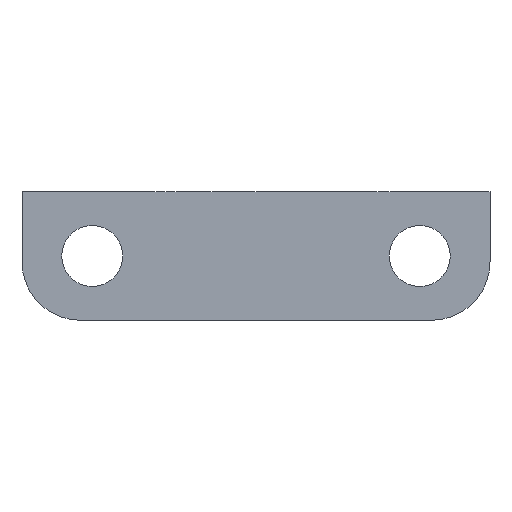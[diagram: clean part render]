
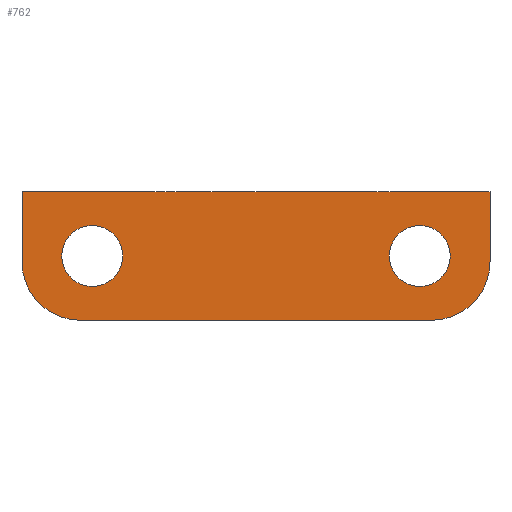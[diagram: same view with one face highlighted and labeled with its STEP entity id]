
A CAD part, front view. The second image highlights one B-rep face of the part: STEP entity #762.
In plain terms, the highlighted planar face has unit normal (0, -1, 0).
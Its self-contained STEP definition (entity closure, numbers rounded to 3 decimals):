
#2 = CARTESIAN_POINT ( 'NONE',  ( -14., -9., 5.5 ) ) ;
#11 = CARTESIAN_POINT ( 'NONE',  ( -14., -9., 8.1 ) ) ;
#20 = EDGE_CURVE ( 'NONE', #899, #111, #236, .T. ) ;
#22 = CARTESIAN_POINT ( 'NONE',  ( -20., -9., 11. ) ) ;
#30 = ORIENTED_EDGE ( 'NONE', *, *, #140, .T. ) ;
#31 = CARTESIAN_POINT ( 'NONE',  ( 15., -9., 0. ) ) ;
#39 = EDGE_CURVE ( 'NONE', #686, #848, #583, .T. ) ;
#43 = CARTESIAN_POINT ( 'NONE',  ( 14., -9., 5.5 ) ) ;
#45 = DIRECTION ( 'NONE',  ( 0., 0., -1. ) ) ;
#46 = CARTESIAN_POINT ( 'NONE',  ( -14., -9., 2.9 ) ) ;
#60 = FACE_BOUND ( 'NONE', #368, .T. ) ;
#62 = LINE ( 'NONE', #250, #833 ) ;
#78 = CARTESIAN_POINT ( 'NONE',  ( -15., -9., 0. ) ) ;
#89 = CIRCLE ( 'NONE', #318, 2.6 ) ;
#95 = AXIS2_PLACEMENT_3D ( 'NONE', #644, #634, #208 ) ;
#103 = VERTEX_POINT ( 'NONE', #11 ) ;
#111 = VERTEX_POINT ( 'NONE', #78 ) ;
#116 = EDGE_CURVE ( 'NONE', #795, #848, #202, .T. ) ;
#128 = CARTESIAN_POINT ( 'NONE',  ( -15., -9., 5. ) ) ;
#131 = DIRECTION ( 'NONE',  ( 0., 0., 1. ) ) ;
#134 = EDGE_LOOP ( 'NONE', ( #182, #700 ) ) ;
#135 = ORIENTED_EDGE ( 'NONE', *, *, #365, .T. ) ;
#140 = EDGE_CURVE ( 'NONE', #492, #399, #574, .T. ) ;
#180 = AXIS2_PLACEMENT_3D ( 'NONE', #230, #506, #790 ) ;
#182 = ORIENTED_EDGE ( 'NONE', *, *, #894, .T. ) ;
#202 = LINE ( 'NONE', #282, #826 ) ;
#208 = DIRECTION ( 'NONE',  ( 0., 0., 1. ) ) ;
#229 = EDGE_CURVE ( 'NONE', #500, #795, #341, .T. ) ;
#230 = CARTESIAN_POINT ( 'NONE',  ( 14., -9., 5.5 ) ) ;
#236 = CIRCLE ( 'NONE', #276, 5. ) ;
#248 = CARTESIAN_POINT ( 'NONE',  ( 20., -9., 11. ) ) ;
#250 = CARTESIAN_POINT ( 'NONE',  ( -20., -9., 11. ) ) ;
#251 = CARTESIAN_POINT ( 'NONE',  ( -20., -9., 0. ) ) ;
#255 = CIRCLE ( 'NONE', #269, 2.6 ) ;
#262 = CARTESIAN_POINT ( 'NONE',  ( -20., -9., 5. ) ) ;
#263 = DIRECTION ( 'NONE',  ( 0., 0., 1. ) ) ;
#268 = EDGE_LOOP ( 'NONE', ( #510, #742, #755, #270, #135, #610 ) ) ;
#269 = AXIS2_PLACEMENT_3D ( 'NONE', #43, #807, #802 ) ;
#270 = ORIENTED_EDGE ( 'NONE', *, *, #229, .F. ) ;
#276 = AXIS2_PLACEMENT_3D ( 'NONE', #128, #557, #131 ) ;
#282 = CARTESIAN_POINT ( 'NONE',  ( 20., -9., 11. ) ) ;
#318 = AXIS2_PLACEMENT_3D ( 'NONE', #543, #322, #754 ) ;
#322 = DIRECTION ( 'NONE',  ( 0., 1., 0. ) ) ;
#328 = CARTESIAN_POINT ( 'NONE',  ( 20., -9., 5. ) ) ;
#341 = LINE ( 'NONE', #22, #874 ) ;
#361 = VECTOR ( 'NONE', #683, 1000. ) ;
#365 = EDGE_CURVE ( 'NONE', #500, #899, #62, .T. ) ;
#368 = EDGE_LOOP ( 'NONE', ( #501, #30 ) ) ;
#378 = DIRECTION ( 'NONE',  ( 1., 0., 0. ) ) ;
#394 = PLANE ( 'NONE',  #669 ) ;
#399 = VERTEX_POINT ( 'NONE', #886 ) ;
#470 = DIRECTION ( 'NONE',  ( 0., 0., 1. ) ) ;
#479 = EDGE_CURVE ( 'NONE', #877, #103, #498, .T. ) ;
#480 = CARTESIAN_POINT ( 'NONE',  ( -20., -9., 11. ) ) ;
#492 = VERTEX_POINT ( 'NONE', #494 ) ;
#494 = CARTESIAN_POINT ( 'NONE',  ( 14., -9., 2.9 ) ) ;
#498 = CIRCLE ( 'NONE', #820, 2.6 ) ;
#500 = VERTEX_POINT ( 'NONE', #480 ) ;
#501 = ORIENTED_EDGE ( 'NONE', *, *, #685, .T. ) ;
#506 = DIRECTION ( 'NONE',  ( 0., 1., 0. ) ) ;
#510 = ORIENTED_EDGE ( 'NONE', *, *, #858, .T. ) ;
#536 = CARTESIAN_POINT ( 'NONE',  ( -20., -9., 11. ) ) ;
#543 = CARTESIAN_POINT ( 'NONE',  ( -14., -9., 5.5 ) ) ;
#557 = DIRECTION ( 'NONE',  ( 0., -1., 0. ) ) ;
#574 = CIRCLE ( 'NONE', #180, 2.6 ) ;
#583 = CIRCLE ( 'NONE', #95, 5. ) ;
#610 = ORIENTED_EDGE ( 'NONE', *, *, #20, .T. ) ;
#618 = DIRECTION ( 'NONE',  ( 0., 1., 0. ) ) ;
#634 = DIRECTION ( 'NONE',  ( 0., -1., 0. ) ) ;
#644 = CARTESIAN_POINT ( 'NONE',  ( 15., -9., 5. ) ) ;
#669 = AXIS2_PLACEMENT_3D ( 'NONE', #536, #618, #470 ) ;
#682 = FACE_BOUND ( 'NONE', #134, .T. ) ;
#683 = DIRECTION ( 'NONE',  ( 1., 0., 0. ) ) ;
#685 = EDGE_CURVE ( 'NONE', #399, #492, #255, .T. ) ;
#686 = VERTEX_POINT ( 'NONE', #31 ) ;
#700 = ORIENTED_EDGE ( 'NONE', *, *, #479, .T. ) ;
#742 = ORIENTED_EDGE ( 'NONE', *, *, #39, .T. ) ;
#754 = DIRECTION ( 'NONE',  ( 0., 0., 1. ) ) ;
#755 = ORIENTED_EDGE ( 'NONE', *, *, #116, .F. ) ;
#761 = LINE ( 'NONE', #251, #361 ) ;
#762 = ADVANCED_FACE ( 'NONE', ( #60, #682, #782 ), #394, .F. ) ;
#782 = FACE_OUTER_BOUND ( 'NONE', #268, .T. ) ;
#790 = DIRECTION ( 'NONE',  ( 0., 0., -1. ) ) ;
#795 = VERTEX_POINT ( 'NONE', #248 ) ;
#802 = DIRECTION ( 'NONE',  ( 0., 0., -1. ) ) ;
#807 = DIRECTION ( 'NONE',  ( 0., 1., 0. ) ) ;
#820 = AXIS2_PLACEMENT_3D ( 'NONE', #2, #831, #263 ) ;
#826 = VECTOR ( 'NONE', #849, 1000. ) ;
#831 = DIRECTION ( 'NONE',  ( 0., 1., 0. ) ) ;
#833 = VECTOR ( 'NONE', #45, 1000. ) ;
#848 = VERTEX_POINT ( 'NONE', #328 ) ;
#849 = DIRECTION ( 'NONE',  ( 0., 0., -1. ) ) ;
#858 = EDGE_CURVE ( 'NONE', #111, #686, #761, .T. ) ;
#874 = VECTOR ( 'NONE', #378, 1000. ) ;
#877 = VERTEX_POINT ( 'NONE', #46 ) ;
#886 = CARTESIAN_POINT ( 'NONE',  ( 14., -9., 8.1 ) ) ;
#894 = EDGE_CURVE ( 'NONE', #103, #877, #89, .T. ) ;
#899 = VERTEX_POINT ( 'NONE', #262 ) ;
